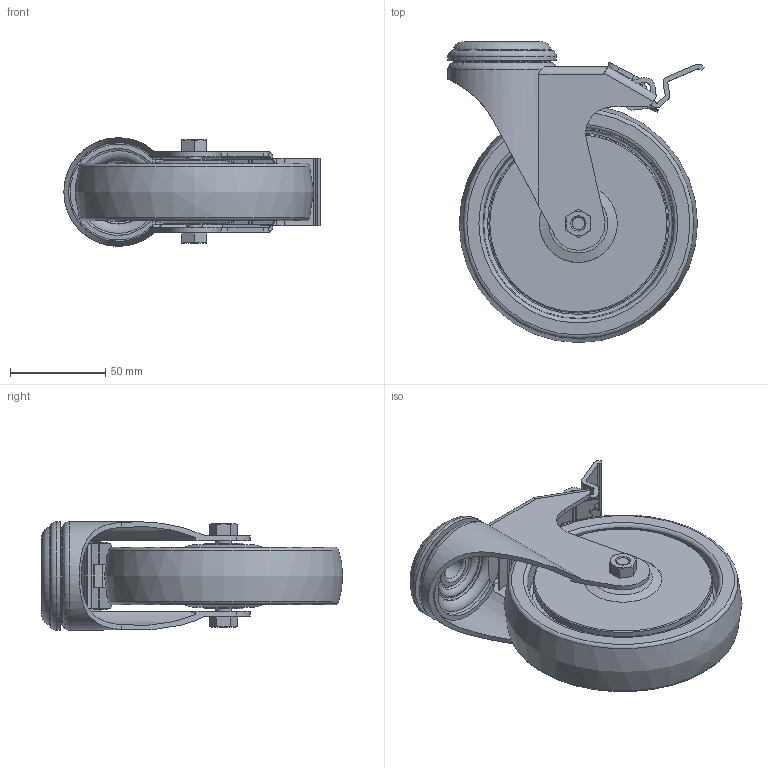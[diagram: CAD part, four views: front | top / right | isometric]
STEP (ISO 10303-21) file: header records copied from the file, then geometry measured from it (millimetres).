
FILE_DESCRIPTION(/* description */ ('STEP AP214'),/* implementation_level */ '2;1');
FILE_NAME(/* name */ '1024446.stp',/* time_stamp */ '2024-06-27T08:33:41+02:00',/* author */ ('Bo'),/* organization */ ('CADENAS'),/* preprocessor_version */ 'ST-DEVELOPER v20',/* originating_system */ 'Autodesk Inventor 2025',/* authorisation */ ' ');
FILE_SCHEMA (('AUTOMOTIVE_DESIGN { 1 0 10303 214 3 1 1 }'));
Length unit declared in the file: millimetre
Products named in the file (7): 1024446; 1024446-1; 1024446-2; 1024446-3; 1024446-4; 1024446-5; 1024446-6
Assembly tree (6 placements, depth 2):
  1024446
    1024446-1
    1024446-2
    1024446-3
    1024446-4
    1024446-5
    1024446-6
Bounding box: 134.5 x 158.1 x 57 mm (x, y, z)
Volume: 324578.2 mm3; surface area: 120525.5 mm2
Topology: 6 solids, 6 shells, 358 faces, 971 edges, 625 vertices
Faces by surface type: plane 183, cylinder 97, cone 43, torus 34, bspline 1
Full cylindrical faces by diameter (mm): 6.647 x1, 8 x1, 8.2 x1, 8.5 x2, 13 x2, 19.5 x2, 20 x2, 20.45 x1, 29 x1, 57 x1, 94 x2
Entity records: 11844 total; most frequent: CARTESIAN_POINT 2408, DIRECTION 1975, ORIENTED_EDGE 1942, EDGE_CURVE 971, AXIS2_PLACEMENT_3D 726, VERTEX_POINT 625, LINE 523, VECTOR 523
